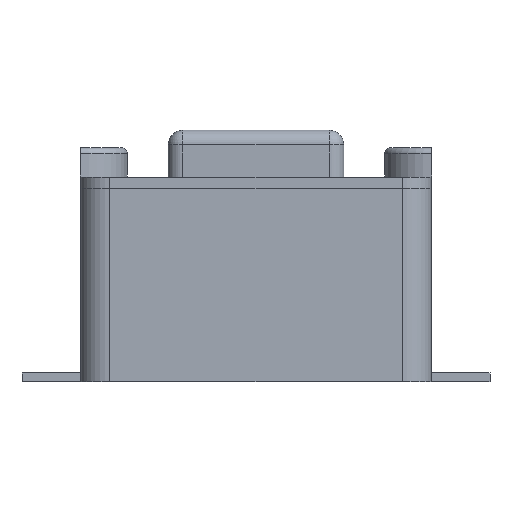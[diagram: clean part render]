
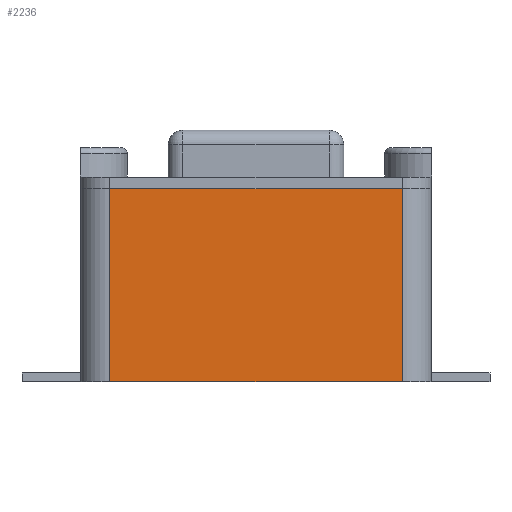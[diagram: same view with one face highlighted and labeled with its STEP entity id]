
A CAD part, front view. The second image highlights one B-rep face of the part: STEP entity #2236.
In plain terms, the highlighted planar face has unit normal (0, -1, 0).
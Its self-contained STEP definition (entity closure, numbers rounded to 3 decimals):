
#192 = PLANE('',#193);
#193 = AXIS2_PLACEMENT_3D('',#194,#195,#196);
#194 = CARTESIAN_POINT('',(-3.,-1.75,0.));
#195 = DIRECTION('',(0.,0.,1.));
#196 = DIRECTION('',(1.,0.,0.));
#486 = VERTEX_POINT('',#487);
#487 = CARTESIAN_POINT('',(-2.5,-1.75,0.));
#502 = CYLINDRICAL_SURFACE('',#503,0.5);
#503 = AXIS2_PLACEMENT_3D('',#504,#505,#506);
#504 = CARTESIAN_POINT('',(-2.5,-1.25,3.3));
#505 = DIRECTION('',(0.,0.,-1.));
#506 = DIRECTION('',(-1.,0.,0.));
#536 = EDGE_CURVE('',#486,#537,#539,.T.);
#537 = VERTEX_POINT('',#538);
#538 = CARTESIAN_POINT('',(2.5,-1.75,0.));
#539 = SURFACE_CURVE('',#540,(#544,#551),.PCURVE_S1.);
#540 = LINE('',#541,#542);
#541 = CARTESIAN_POINT('',(-3.,-1.75,0.));
#542 = VECTOR('',#543,1.);
#543 = DIRECTION('',(1.,0.,0.));
#544 = PCURVE('',#192,#545);
#545 = DEFINITIONAL_REPRESENTATION('',(#546),#550);
#546 = LINE('',#547,#548);
#547 = CARTESIAN_POINT('',(0.,0.));
#548 = VECTOR('',#549,1.);
#549 = DIRECTION('',(1.,0.));
#550 = ( GEOMETRIC_REPRESENTATION_CONTEXT(2) 
PARAMETRIC_REPRESENTATION_CONTEXT() REPRESENTATION_CONTEXT('2D SPACE',''
  ) );
#551 = PCURVE('',#552,#557);
#552 = PLANE('',#553);
#553 = AXIS2_PLACEMENT_3D('',#554,#555,#556);
#554 = CARTESIAN_POINT('',(-3.,-1.75,3.3));
#555 = DIRECTION('',(0.,1.,0.));
#556 = DIRECTION('',(1.,0.,0.));
#557 = DEFINITIONAL_REPRESENTATION('',(#558),#562);
#558 = LINE('',#559,#560);
#559 = CARTESIAN_POINT('',(0.,3.3));
#560 = VECTOR('',#561,1.);
#561 = DIRECTION('',(1.,0.));
#562 = ( GEOMETRIC_REPRESENTATION_CONTEXT(2) 
PARAMETRIC_REPRESENTATION_CONTEXT() REPRESENTATION_CONTEXT('2D SPACE',''
  ) );
#581 = CYLINDRICAL_SURFACE('',#582,0.5);
#582 = AXIS2_PLACEMENT_3D('',#583,#584,#585);
#583 = CARTESIAN_POINT('',(2.5,-1.25,3.3));
#584 = DIRECTION('',(0.,0.,-1.));
#585 = DIRECTION('',(-1.,0.,0.));
#2066 = VERTEX_POINT('',#2067);
#2067 = CARTESIAN_POINT('',(-2.5,-1.75,3.3));
#2118 = EDGE_CURVE('',#2066,#486,#2119,.T.);
#2119 = SURFACE_CURVE('',#2120,(#2124,#2153),.PCURVE_S1.);
#2120 = LINE('',#2121,#2122);
#2121 = CARTESIAN_POINT('',(-2.5,-1.75,3.3));
#2122 = VECTOR('',#2123,1.);
#2123 = DIRECTION('',(0.,0.,-1.));
#2124 = PCURVE('',#502,#2125);
#2125 = DEFINITIONAL_REPRESENTATION('',(#2126),#2152);
#2126 = B_SPLINE_CURVE_WITH_KNOTS('',3,(#2127,#2128,#2129,#2130,#2131,
    #2132,#2133,#2134,#2135,#2136,#2137,#2138,#2139,#2140,#2141,#2142,
    #2143,#2144,#2145,#2146,#2147,#2148,#2149,#2150,#2151),
  .UNSPECIFIED.,.F.,.F.,(4,1,1,1,1,1,1,1,1,1,1,1,1,1,1,1,1,1,1,1,1,1,4),
  (0.,0.15,0.3,0.45,0.6,0.75,0.9,1.05,1.2,1.35,1.5,1.65,1.8,1.95,
    2.1,2.25,2.4,2.55,2.7,2.85,3.,3.15,3.3),.QUASI_UNIFORM_KNOTS.);
#2127 = CARTESIAN_POINT('',(4.712,0.));
#2128 = CARTESIAN_POINT('',(4.712,0.05));
#2129 = CARTESIAN_POINT('',(4.712,0.15));
#2130 = CARTESIAN_POINT('',(4.712,0.3));
#2131 = CARTESIAN_POINT('',(4.712,0.45));
#2132 = CARTESIAN_POINT('',(4.712,0.6));
#2133 = CARTESIAN_POINT('',(4.712,0.75));
#2134 = CARTESIAN_POINT('',(4.712,0.9));
#2135 = CARTESIAN_POINT('',(4.712,1.05));
#2136 = CARTESIAN_POINT('',(4.712,1.2));
#2137 = CARTESIAN_POINT('',(4.712,1.35));
#2138 = CARTESIAN_POINT('',(4.712,1.5));
#2139 = CARTESIAN_POINT('',(4.712,1.65));
#2140 = CARTESIAN_POINT('',(4.712,1.8));
#2141 = CARTESIAN_POINT('',(4.712,1.95));
#2142 = CARTESIAN_POINT('',(4.712,2.1));
#2143 = CARTESIAN_POINT('',(4.712,2.25));
#2144 = CARTESIAN_POINT('',(4.712,2.4));
#2145 = CARTESIAN_POINT('',(4.712,2.55));
#2146 = CARTESIAN_POINT('',(4.712,2.7));
#2147 = CARTESIAN_POINT('',(4.712,2.85));
#2148 = CARTESIAN_POINT('',(4.712,3.));
#2149 = CARTESIAN_POINT('',(4.712,3.15));
#2150 = CARTESIAN_POINT('',(4.712,3.25));
#2151 = CARTESIAN_POINT('',(4.712,3.3));
#2152 = ( GEOMETRIC_REPRESENTATION_CONTEXT(2) 
PARAMETRIC_REPRESENTATION_CONTEXT() REPRESENTATION_CONTEXT('2D SPACE',''
  ) );
#2153 = PCURVE('',#552,#2154);
#2154 = DEFINITIONAL_REPRESENTATION('',(#2155),#2159);
#2155 = LINE('',#2156,#2157);
#2156 = CARTESIAN_POINT('',(0.5,0.));
#2157 = VECTOR('',#2158,1.);
#2158 = DIRECTION('',(0.,1.));
#2159 = ( GEOMETRIC_REPRESENTATION_CONTEXT(2) 
PARAMETRIC_REPRESENTATION_CONTEXT() REPRESENTATION_CONTEXT('2D SPACE',''
  ) );
#2236 = ADVANCED_FACE('',(#2237),#552,.F.);
#2237 = FACE_BOUND('',#2238,.F.);
#2238 = EDGE_LOOP('',(#2239,#2240,#2241,#2269));
#2239 = ORIENTED_EDGE('',*,*,#536,.F.);
#2240 = ORIENTED_EDGE('',*,*,#2118,.F.);
#2241 = ORIENTED_EDGE('',*,*,#2242,.T.);
#2242 = EDGE_CURVE('',#2066,#2243,#2245,.T.);
#2243 = VERTEX_POINT('',#2244);
#2244 = CARTESIAN_POINT('',(2.5,-1.75,3.3));
#2245 = SURFACE_CURVE('',#2246,(#2250,#2257),.PCURVE_S1.);
#2246 = LINE('',#2247,#2248);
#2247 = CARTESIAN_POINT('',(-3.,-1.75,3.3));
#2248 = VECTOR('',#2249,1.);
#2249 = DIRECTION('',(1.,0.,0.));
#2250 = PCURVE('',#552,#2251);
#2251 = DEFINITIONAL_REPRESENTATION('',(#2252),#2256);
#2252 = LINE('',#2253,#2254);
#2253 = CARTESIAN_POINT('',(0.,0.));
#2254 = VECTOR('',#2255,1.);
#2255 = DIRECTION('',(1.,0.));
#2256 = ( GEOMETRIC_REPRESENTATION_CONTEXT(2) 
PARAMETRIC_REPRESENTATION_CONTEXT() REPRESENTATION_CONTEXT('2D SPACE',''
  ) );
#2257 = PCURVE('',#2258,#2263);
#2258 = PLANE('',#2259);
#2259 = AXIS2_PLACEMENT_3D('',#2260,#2261,#2262);
#2260 = CARTESIAN_POINT('',(-3.,-1.75,3.5));
#2261 = DIRECTION('',(0.,1.,0.));
#2262 = DIRECTION('',(1.,0.,0.));
#2263 = DEFINITIONAL_REPRESENTATION('',(#2264),#2268);
#2264 = LINE('',#2265,#2266);
#2265 = CARTESIAN_POINT('',(0.,0.2));
#2266 = VECTOR('',#2267,1.);
#2267 = DIRECTION('',(1.,0.));
#2268 = ( GEOMETRIC_REPRESENTATION_CONTEXT(2) 
PARAMETRIC_REPRESENTATION_CONTEXT() REPRESENTATION_CONTEXT('2D SPACE',''
  ) );
#2269 = ORIENTED_EDGE('',*,*,#2270,.T.);
#2270 = EDGE_CURVE('',#2243,#537,#2271,.T.);
#2271 = SURFACE_CURVE('',#2272,(#2276,#2283),.PCURVE_S1.);
#2272 = LINE('',#2273,#2274);
#2273 = CARTESIAN_POINT('',(2.5,-1.75,3.3));
#2274 = VECTOR('',#2275,1.);
#2275 = DIRECTION('',(0.,0.,-1.));
#2276 = PCURVE('',#552,#2277);
#2277 = DEFINITIONAL_REPRESENTATION('',(#2278),#2282);
#2278 = LINE('',#2279,#2280);
#2279 = CARTESIAN_POINT('',(5.5,0.));
#2280 = VECTOR('',#2281,1.);
#2281 = DIRECTION('',(0.,1.));
#2282 = ( GEOMETRIC_REPRESENTATION_CONTEXT(2) 
PARAMETRIC_REPRESENTATION_CONTEXT() REPRESENTATION_CONTEXT('2D SPACE',''
  ) );
#2283 = PCURVE('',#581,#2284);
#2284 = DEFINITIONAL_REPRESENTATION('',(#2285),#2311);
#2285 = B_SPLINE_CURVE_WITH_KNOTS('',3,(#2286,#2287,#2288,#2289,#2290,
    #2291,#2292,#2293,#2294,#2295,#2296,#2297,#2298,#2299,#2300,#2301,
    #2302,#2303,#2304,#2305,#2306,#2307,#2308,#2309,#2310),
  .UNSPECIFIED.,.F.,.F.,(4,1,1,1,1,1,1,1,1,1,1,1,1,1,1,1,1,1,1,1,1,1,4),
  (0.,0.15,0.3,0.45,0.6,0.75,0.9,1.05,1.2,1.35,1.5,1.65,1.8,1.95,
    2.1,2.25,2.4,2.55,2.7,2.85,3.,3.15,3.3),.QUASI_UNIFORM_KNOTS.);
#2286 = CARTESIAN_POINT('',(4.712,0.));
#2287 = CARTESIAN_POINT('',(4.712,0.05));
#2288 = CARTESIAN_POINT('',(4.712,0.15));
#2289 = CARTESIAN_POINT('',(4.712,0.3));
#2290 = CARTESIAN_POINT('',(4.712,0.45));
#2291 = CARTESIAN_POINT('',(4.712,0.6));
#2292 = CARTESIAN_POINT('',(4.712,0.75));
#2293 = CARTESIAN_POINT('',(4.712,0.9));
#2294 = CARTESIAN_POINT('',(4.712,1.05));
#2295 = CARTESIAN_POINT('',(4.712,1.2));
#2296 = CARTESIAN_POINT('',(4.712,1.35));
#2297 = CARTESIAN_POINT('',(4.712,1.5));
#2298 = CARTESIAN_POINT('',(4.712,1.65));
#2299 = CARTESIAN_POINT('',(4.712,1.8));
#2300 = CARTESIAN_POINT('',(4.712,1.95));
#2301 = CARTESIAN_POINT('',(4.712,2.1));
#2302 = CARTESIAN_POINT('',(4.712,2.25));
#2303 = CARTESIAN_POINT('',(4.712,2.4));
#2304 = CARTESIAN_POINT('',(4.712,2.55));
#2305 = CARTESIAN_POINT('',(4.712,2.7));
#2306 = CARTESIAN_POINT('',(4.712,2.85));
#2307 = CARTESIAN_POINT('',(4.712,3.));
#2308 = CARTESIAN_POINT('',(4.712,3.15));
#2309 = CARTESIAN_POINT('',(4.712,3.25));
#2310 = CARTESIAN_POINT('',(4.712,3.3));
#2311 = ( GEOMETRIC_REPRESENTATION_CONTEXT(2) 
PARAMETRIC_REPRESENTATION_CONTEXT() REPRESENTATION_CONTEXT('2D SPACE',''
  ) );
